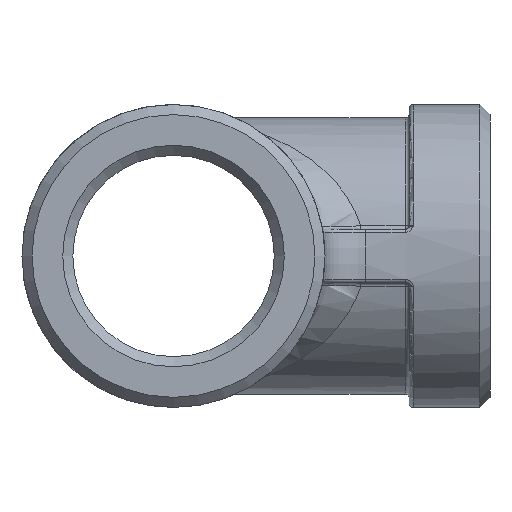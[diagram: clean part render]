
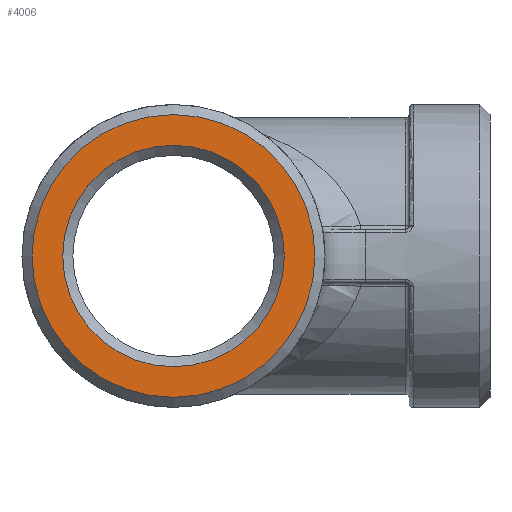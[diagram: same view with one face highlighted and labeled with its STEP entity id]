
A CAD part, left-side view. The second image highlights one B-rep face of the part: STEP entity #4006.
In plain terms, the highlighted planar face has unit normal (-1, 0, 0).
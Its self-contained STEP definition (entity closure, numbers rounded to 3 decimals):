
#335 = EDGE_CURVE ( 'NONE', #9495, #9495, #23464, .T. ) ;
#3192 = DIRECTION ( 'NONE',  ( 0., 0., 1. ) ) ;
#3497 = PLANE ( 'NONE',  #3901 ) ;
#3502 = CARTESIAN_POINT ( 'NONE',  ( -23.5, 10.5, 0. ) ) ;
#3512 = DIRECTION ( 'NONE',  ( -1., 0., 0. ) ) ;
#3901 = AXIS2_PLACEMENT_3D ( 'NONE', #3502, #3512, #3192 ) ;
#4006 = ADVANCED_FACE ( 'NONE', ( #24307, #24322 ), #3497, .T. ) ;
#5540 = AXIS2_PLACEMENT_3D ( 'NONE', #25327, #25323, #25325 ) ;
#5732 = EDGE_CURVE ( 'NONE', #9478, #9478, #14709, .T. ) ;
#6441 = AXIS2_PLACEMENT_3D ( 'NONE', #23224, #23229, #23231 ) ;
#7197 = EDGE_LOOP ( 'NONE', ( #7404 ) ) ;
#7404 = ORIENTED_EDGE ( 'NONE', *, *, #5732, .F. ) ;
#7810 = EDGE_LOOP ( 'NONE', ( #16683 ) ) ;
#9478 = VERTEX_POINT ( 'NONE', #14554 ) ;
#9495 = VERTEX_POINT ( 'NONE', #14578 ) ;
#14554 = CARTESIAN_POINT ( 'NONE',  ( -23.5, -8.225, 0. ) ) ;
#14578 = CARTESIAN_POINT ( 'NONE',  ( -23.5, 0., -10.5 ) ) ;
#14709 = CIRCLE ( 'NONE', #5540, 8.225 ) ;
#16683 = ORIENTED_EDGE ( 'NONE', *, *, #335, .F. ) ;
#23224 = CARTESIAN_POINT ( 'NONE',  ( -23.5, 0., 0. ) ) ;
#23229 = DIRECTION ( 'NONE',  ( 1., 0., 0. ) ) ;
#23231 = DIRECTION ( 'NONE',  ( 0., 0., -1. ) ) ;
#23464 = CIRCLE ( 'NONE', #6441, 10.5 ) ;
#24307 = FACE_OUTER_BOUND ( 'NONE', #7810, .T. ) ;
#24322 = FACE_BOUND ( 'NONE', #7197, .T. ) ;
#25323 = DIRECTION ( 'NONE',  ( -1., 0., 0. ) ) ;
#25325 = DIRECTION ( 'NONE',  ( 0., -1., 0. ) ) ;
#25327 = CARTESIAN_POINT ( 'NONE',  ( -23.5, 0., 0. ) ) ;
